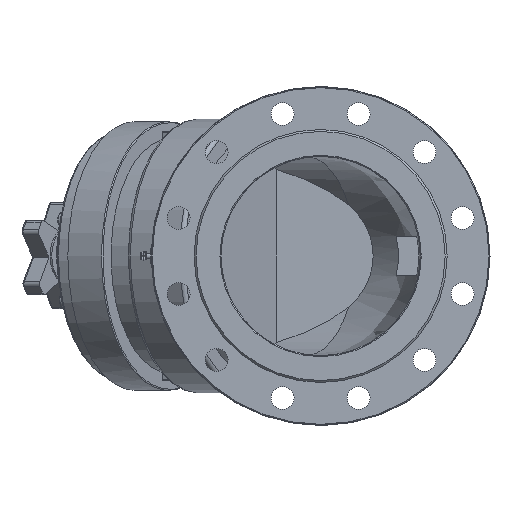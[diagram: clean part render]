
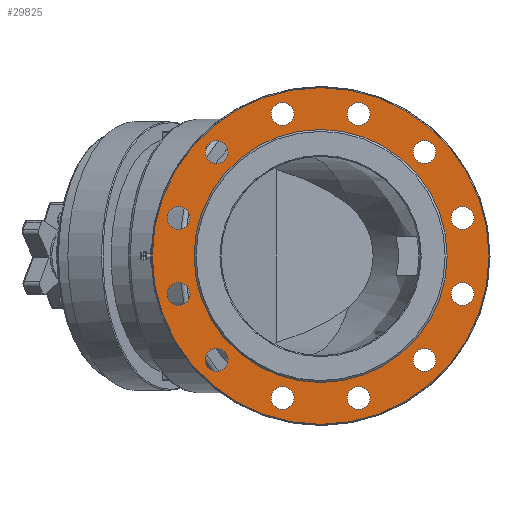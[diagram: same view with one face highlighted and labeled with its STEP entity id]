
A CAD part, left-side view. The second image highlights one B-rep face of the part: STEP entity #29825.
In plain terms, the highlighted planar face has unit normal (-1, 0, 0).
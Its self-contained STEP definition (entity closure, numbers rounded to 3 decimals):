
#339=FACE_BOUND('',#5622,.T.);
#340=FACE_BOUND('',#5623,.T.);
#341=FACE_BOUND('',#5624,.T.);
#342=FACE_BOUND('',#5625,.T.);
#343=FACE_BOUND('',#5626,.T.);
#344=FACE_BOUND('',#5627,.T.);
#345=FACE_BOUND('',#5628,.T.);
#346=FACE_BOUND('',#5629,.T.);
#347=FACE_BOUND('',#5630,.T.);
#348=FACE_BOUND('',#5631,.T.);
#349=FACE_BOUND('',#5632,.T.);
#350=FACE_BOUND('',#5633,.T.);
#351=FACE_BOUND('',#5634,.T.);
#1148=PLANE('',#32399);
#2466=CIRCLE('',#32398,169.);
#2467=CIRCLE('',#32400,127.);
#2468=CIRCLE('',#32401,11.5);
#2469=CIRCLE('',#32402,11.5);
#2470=CIRCLE('',#32403,11.5);
#2471=CIRCLE('',#32404,11.5);
#2472=CIRCLE('',#32405,11.5);
#2473=CIRCLE('',#32406,11.5);
#2474=CIRCLE('',#32407,11.5);
#2475=CIRCLE('',#32408,11.5);
#2476=CIRCLE('',#32409,11.5);
#2477=CIRCLE('',#32410,11.5);
#2478=CIRCLE('',#32411,11.5);
#2479=CIRCLE('',#32412,11.5);
#3906=FACE_OUTER_BOUND('',#5621,.T.);
#5621=EDGE_LOOP('',(#24076));
#5622=EDGE_LOOP('',(#24077));
#5623=EDGE_LOOP('',(#24078));
#5624=EDGE_LOOP('',(#24079));
#5625=EDGE_LOOP('',(#24080));
#5626=EDGE_LOOP('',(#24081));
#5627=EDGE_LOOP('',(#24082));
#5628=EDGE_LOOP('',(#24083));
#5629=EDGE_LOOP('',(#24084));
#5630=EDGE_LOOP('',(#24085));
#5631=EDGE_LOOP('',(#24086));
#5632=EDGE_LOOP('',(#24087));
#5633=EDGE_LOOP('',(#24088));
#5634=EDGE_LOOP('',(#24089));
#13493=VERTEX_POINT('',#49421);
#13494=VERTEX_POINT('',#49425);
#13495=VERTEX_POINT('',#49427);
#13496=VERTEX_POINT('',#49429);
#13497=VERTEX_POINT('',#49431);
#13498=VERTEX_POINT('',#49433);
#13499=VERTEX_POINT('',#49435);
#13500=VERTEX_POINT('',#49437);
#13501=VERTEX_POINT('',#49439);
#13502=VERTEX_POINT('',#49441);
#13503=VERTEX_POINT('',#49443);
#13504=VERTEX_POINT('',#49445);
#13505=VERTEX_POINT('',#49447);
#13506=VERTEX_POINT('',#49449);
#17074=EDGE_CURVE('',#13493,#13493,#2466,.T.);
#17075=EDGE_CURVE('',#13494,#13494,#2467,.T.);
#17076=EDGE_CURVE('',#13495,#13495,#2468,.T.);
#17077=EDGE_CURVE('',#13496,#13496,#2469,.T.);
#17078=EDGE_CURVE('',#13497,#13497,#2470,.T.);
#17079=EDGE_CURVE('',#13498,#13498,#2471,.T.);
#17080=EDGE_CURVE('',#13499,#13499,#2472,.T.);
#17081=EDGE_CURVE('',#13500,#13500,#2473,.T.);
#17082=EDGE_CURVE('',#13501,#13501,#2474,.T.);
#17083=EDGE_CURVE('',#13502,#13502,#2475,.T.);
#17084=EDGE_CURVE('',#13503,#13503,#2476,.T.);
#17085=EDGE_CURVE('',#13504,#13504,#2477,.T.);
#17086=EDGE_CURVE('',#13505,#13505,#2478,.T.);
#17087=EDGE_CURVE('',#13506,#13506,#2479,.T.);
#24076=ORIENTED_EDGE('',*,*,#17074,.F.);
#24077=ORIENTED_EDGE('',*,*,#17075,.F.);
#24078=ORIENTED_EDGE('',*,*,#17076,.F.);
#24079=ORIENTED_EDGE('',*,*,#17077,.F.);
#24080=ORIENTED_EDGE('',*,*,#17078,.F.);
#24081=ORIENTED_EDGE('',*,*,#17079,.F.);
#24082=ORIENTED_EDGE('',*,*,#17080,.F.);
#24083=ORIENTED_EDGE('',*,*,#17081,.F.);
#24084=ORIENTED_EDGE('',*,*,#17082,.F.);
#24085=ORIENTED_EDGE('',*,*,#17083,.F.);
#24086=ORIENTED_EDGE('',*,*,#17084,.F.);
#24087=ORIENTED_EDGE('',*,*,#17085,.F.);
#24088=ORIENTED_EDGE('',*,*,#17086,.F.);
#24089=ORIENTED_EDGE('',*,*,#17087,.F.);
#29825=ADVANCED_FACE('',(#3906,#339,#340,#341,#342,#343,#344,#345,#346,
#347,#348,#349,#350,#351),#1148,.F.);
#32398=AXIS2_PLACEMENT_3D('',#49423,#38755,#38756);
#32399=AXIS2_PLACEMENT_3D('',#49424,#38757,#38758);
#32400=AXIS2_PLACEMENT_3D('',#49426,#38759,#38760);
#32401=AXIS2_PLACEMENT_3D('',#49428,#38761,#38762);
#32402=AXIS2_PLACEMENT_3D('',#49430,#38763,#38764);
#32403=AXIS2_PLACEMENT_3D('',#49432,#38765,#38766);
#32404=AXIS2_PLACEMENT_3D('',#49434,#38767,#38768);
#32405=AXIS2_PLACEMENT_3D('',#49436,#38769,#38770);
#32406=AXIS2_PLACEMENT_3D('',#49438,#38771,#38772);
#32407=AXIS2_PLACEMENT_3D('',#49440,#38773,#38774);
#32408=AXIS2_PLACEMENT_3D('',#49442,#38775,#38776);
#32409=AXIS2_PLACEMENT_3D('',#49444,#38777,#38778);
#32410=AXIS2_PLACEMENT_3D('',#49446,#38779,#38780);
#32411=AXIS2_PLACEMENT_3D('',#49448,#38781,#38782);
#32412=AXIS2_PLACEMENT_3D('',#49450,#38783,#38784);
#38755=DIRECTION('center_axis',(1.,0.,0.));
#38756=DIRECTION('ref_axis',(0.,-1.,0.));
#38757=DIRECTION('center_axis',(1.,0.,0.));
#38758=DIRECTION('ref_axis',(0.,0.,-1.));
#38759=DIRECTION('center_axis',(-1.,0.,0.));
#38760=DIRECTION('ref_axis',(0.,0.,-1.));
#38761=DIRECTION('center_axis',(-1.,0.,0.));
#38762=DIRECTION('ref_axis',(0.,-1.,0.));
#38763=DIRECTION('center_axis',(-1.,0.,0.));
#38764=DIRECTION('ref_axis',(0.,-1.,0.));
#38765=DIRECTION('center_axis',(-1.,0.,0.));
#38766=DIRECTION('ref_axis',(0.,-1.,0.));
#38767=DIRECTION('center_axis',(-1.,0.,0.));
#38768=DIRECTION('ref_axis',(0.,-1.,0.));
#38769=DIRECTION('center_axis',(-1.,0.,0.));
#38770=DIRECTION('ref_axis',(0.,-1.,0.));
#38771=DIRECTION('center_axis',(-1.,0.,0.));
#38772=DIRECTION('ref_axis',(0.,-1.,0.));
#38773=DIRECTION('center_axis',(-1.,0.,0.));
#38774=DIRECTION('ref_axis',(0.,-1.,0.));
#38775=DIRECTION('center_axis',(-1.,0.,0.));
#38776=DIRECTION('ref_axis',(0.,-1.,0.));
#38777=DIRECTION('center_axis',(-1.,0.,0.));
#38778=DIRECTION('ref_axis',(0.,-1.,0.));
#38779=DIRECTION('center_axis',(-1.,0.,0.));
#38780=DIRECTION('ref_axis',(0.,-1.,0.));
#38781=DIRECTION('center_axis',(-1.,0.,0.));
#38782=DIRECTION('ref_axis',(0.,-1.,0.));
#38783=DIRECTION('center_axis',(-1.,0.,0.));
#38784=DIRECTION('ref_axis',(0.,-1.,0.));
#49421=CARTESIAN_POINT('',(0.,169.,0.));
#49423=CARTESIAN_POINT('Origin',(0.,0.,0.));
#49424=CARTESIAN_POINT('Origin',(0.,0.,0.));
#49425=CARTESIAN_POINT('',(0.,0.,127.));
#49426=CARTESIAN_POINT('Origin',(0.,0.,0.));
#49427=CARTESIAN_POINT('',(0.,153.974,-38.176));
#49428=CARTESIAN_POINT('Origin',(0.,142.474,-38.176));
#49429=CARTESIAN_POINT('',(0.,153.974,38.176));
#49430=CARTESIAN_POINT('Origin',(0.,142.474,38.176));
#49431=CARTESIAN_POINT('',(0.,115.798,104.298));
#49432=CARTESIAN_POINT('Origin',(0.,104.298,104.298));
#49433=CARTESIAN_POINT('',(0.,49.676,142.474));
#49434=CARTESIAN_POINT('Origin',(0.,38.176,142.474));
#49435=CARTESIAN_POINT('',(0.,-26.676,142.474));
#49436=CARTESIAN_POINT('Origin',(0.,-38.176,142.474));
#49437=CARTESIAN_POINT('',(0.,-92.798,104.298));
#49438=CARTESIAN_POINT('Origin',(0.,-104.298,104.298));
#49439=CARTESIAN_POINT('',(0.,-130.974,38.176));
#49440=CARTESIAN_POINT('Origin',(0.,-142.474,38.176));
#49441=CARTESIAN_POINT('',(0.,-130.974,-38.176));
#49442=CARTESIAN_POINT('Origin',(0.,-142.474,-38.176));
#49443=CARTESIAN_POINT('',(0.,-92.798,-104.298));
#49444=CARTESIAN_POINT('Origin',(0.,-104.298,-104.298));
#49445=CARTESIAN_POINT('',(0.,-26.676,-142.474));
#49446=CARTESIAN_POINT('Origin',(0.,-38.176,-142.474));
#49447=CARTESIAN_POINT('',(0.,49.676,-142.474));
#49448=CARTESIAN_POINT('Origin',(0.,38.176,-142.474));
#49449=CARTESIAN_POINT('',(0.,115.798,-104.298));
#49450=CARTESIAN_POINT('Origin',(0.,104.298,-104.298));
